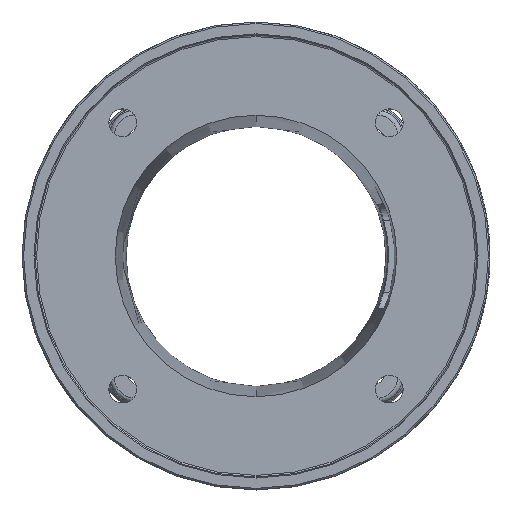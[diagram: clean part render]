
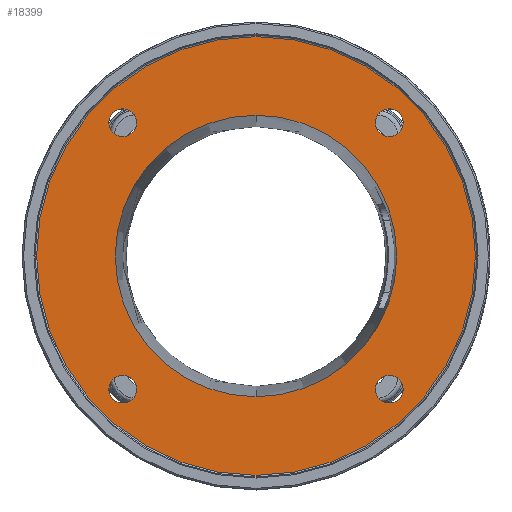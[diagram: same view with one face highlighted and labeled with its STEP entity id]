
A CAD part, top view. The second image highlights one B-rep face of the part: STEP entity #18399.
In plain terms, the highlighted planar face has unit normal (0, 0, 1).
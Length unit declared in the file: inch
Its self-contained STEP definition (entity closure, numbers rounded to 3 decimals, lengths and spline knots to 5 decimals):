
#540=CARTESIAN_POINT('',(0.,0.,-0.2075));
#541=DIRECTION('',(0.,0.,1.));
#542=DIRECTION('',(0.,1.,0.));
#543=AXIS2_PLACEMENT_3D('',#540,#541,#542);
#681=CARTESIAN_POINT('',(0.,0.,-0.2075));
#682=DIRECTION('',(0.,0.,1.));
#683=DIRECTION('',(0.,-1.,0.));
#684=AXIS2_PLACEMENT_3D('',#681,#682,#683);
#3810=CARTESIAN_POINT('',(0.,0.,-0.2075));
#3811=DIRECTION('',(0.,0.,-1.));
#3812=DIRECTION('',(0.,1.,0.));
#3813=AXIS2_PLACEMENT_3D('',#3810,#3811,#3812);
#3815=CARTESIAN_POINT('',(0.,0.,-0.2075));
#3816=DIRECTION('',(0.,0.,1.));
#3817=DIRECTION('',(0.,1.,0.));
#3818=AXIS2_PLACEMENT_3D('',#3815,#3816,#3817);
#3866=CARTESIAN_POINT('',(-2.56326,2.56326,-0.2075));
#3867=DIRECTION('',(0.,0.,-1.));
#3868=DIRECTION('',(-0.707,0.707,0.));
#3869=AXIS2_PLACEMENT_3D('',#3866,#3867,#3868);
#3876=CARTESIAN_POINT('',(-2.56326,2.56326,-0.2075));
#3877=DIRECTION('',(0.,0.,-1.));
#3878=DIRECTION('',(0.707,-0.707,0.));
#3879=AXIS2_PLACEMENT_3D('',#3876,#3877,#3878);
#3902=CARTESIAN_POINT('',(-2.56326,-2.56326,-0.2075));
#3903=DIRECTION('',(0.,0.,-1.));
#3904=DIRECTION('',(-0.707,-0.707,0.));
#3905=AXIS2_PLACEMENT_3D('',#3902,#3903,#3904);
#3912=CARTESIAN_POINT('',(-2.56326,-2.56326,-0.2075));
#3913=DIRECTION('',(0.,0.,-1.));
#3914=DIRECTION('',(0.707,0.707,0.));
#3915=AXIS2_PLACEMENT_3D('',#3912,#3913,#3914);
#3938=CARTESIAN_POINT('',(2.56326,-2.56326,-0.2075));
#3939=DIRECTION('',(0.,0.,-1.));
#3940=DIRECTION('',(0.707,-0.707,0.));
#3941=AXIS2_PLACEMENT_3D('',#3938,#3939,#3940);
#3948=CARTESIAN_POINT('',(2.56326,-2.56326,-0.2075));
#3949=DIRECTION('',(0.,0.,-1.));
#3950=DIRECTION('',(-0.707,0.707,0.));
#3951=AXIS2_PLACEMENT_3D('',#3948,#3949,#3950);
#3974=CARTESIAN_POINT('',(2.56326,2.56326,-0.2075));
#3975=DIRECTION('',(0.,0.,-1.));
#3976=DIRECTION('',(0.707,0.707,0.));
#3977=AXIS2_PLACEMENT_3D('',#3974,#3975,#3976);
#3984=CARTESIAN_POINT('',(2.56326,2.56326,-0.2075));
#3985=DIRECTION('',(0.,0.,-1.));
#3986=DIRECTION('',(-0.707,-0.707,0.));
#3987=AXIS2_PLACEMENT_3D('',#3984,#3985,#3986);
#10565=CARTESIAN_POINT('',(0.,4.22,-0.2075));
#10567=VERTEX_POINT('',#10565);
#10571=CARTESIAN_POINT('',(0.,-4.22,-0.2075));
#10573=VERTEX_POINT('',#10571);
#10577=CARTESIAN_POINT('',(0.,2.70736,-0.2075));
#10578=CARTESIAN_POINT('',(0.,-2.70736,-0.2075));
#10579=VERTEX_POINT('',#10577);
#10580=VERTEX_POINT('',#10578);
#10585=CARTESIAN_POINT('',(-2.75065,2.75065,-0.2075));
#10586=CARTESIAN_POINT('',(-2.37588,2.37588,-0.2075));
#10587=VERTEX_POINT('',#10585);
#10588=VERTEX_POINT('',#10586);
#10589=CARTESIAN_POINT('',(-2.75065,-2.75065,-0.2075));
#10590=CARTESIAN_POINT('',(-2.37588,-2.37588,-0.2075));
#10591=VERTEX_POINT('',#10589);
#10592=VERTEX_POINT('',#10590);
#10593=CARTESIAN_POINT('',(2.75065,-2.75065,-0.2075));
#10594=CARTESIAN_POINT('',(2.37588,-2.37588,-0.2075));
#10595=VERTEX_POINT('',#10593);
#10596=VERTEX_POINT('',#10594);
#10597=CARTESIAN_POINT('',(2.75065,2.75065,-0.2075));
#10598=CARTESIAN_POINT('',(2.37588,2.37588,-0.2075));
#10599=VERTEX_POINT('',#10597);
#10600=VERTEX_POINT('',#10598);
#18360=CARTESIAN_POINT('',(0.,0.,-0.2075));
#18361=DIRECTION('',(0.,0.,1.));
#18362=DIRECTION('',(0.,1.,0.));
#18363=AXIS2_PLACEMENT_3D('',#18360,#18361,#18362);
#18364=PLANE('',#18363);
#18366=ORIENTED_EDGE('',*,*,#18365,.T.);
#18368=ORIENTED_EDGE('',*,*,#18367,.F.);
#18369=EDGE_LOOP('',(#18366,#18368));
#18370=FACE_OUTER_BOUND('',#18369,.F.);
#18371=ORIENTED_EDGE('',*,*,#11473,.T.);
#18372=ORIENTED_EDGE('',*,*,#11717,.T.);
#18373=EDGE_LOOP('',(#18371,#18372));
#18374=FACE_BOUND('',#18373,.F.);
#18376=ORIENTED_EDGE('',*,*,#18375,.F.);
#18378=ORIENTED_EDGE('',*,*,#18377,.F.);
#18379=EDGE_LOOP('',(#18376,#18378));
#18380=FACE_BOUND('',#18379,.F.);
#18382=ORIENTED_EDGE('',*,*,#18381,.F.);
#18384=ORIENTED_EDGE('',*,*,#18383,.F.);
#18385=EDGE_LOOP('',(#18382,#18384));
#18386=FACE_BOUND('',#18385,.F.);
#18388=ORIENTED_EDGE('',*,*,#18387,.F.);
#18390=ORIENTED_EDGE('',*,*,#18389,.F.);
#18391=EDGE_LOOP('',(#18388,#18390));
#18392=FACE_BOUND('',#18391,.F.);
#18394=ORIENTED_EDGE('',*,*,#18393,.F.);
#18396=ORIENTED_EDGE('',*,*,#18395,.F.);
#18397=EDGE_LOOP('',(#18394,#18396));
#18398=FACE_BOUND('',#18397,.F.);
#18399=ADVANCED_FACE('',(#18370,#18374,#18380,#18386,#18392,#18398),#18364,.T.);
#544=CIRCLE('',#543,2.70736);
#685=CIRCLE('',#684,2.70736);
#3814=CIRCLE('',#3813,4.22);
#3819=CIRCLE('',#3818,4.22);
#3870=CIRCLE('',#3869,0.265);
#3880=CIRCLE('',#3879,0.265);
#3906=CIRCLE('',#3905,0.265);
#3916=CIRCLE('',#3915,0.265);
#3942=CIRCLE('',#3941,0.265);
#3952=CIRCLE('',#3951,0.265);
#3978=CIRCLE('',#3977,0.265);
#3988=CIRCLE('',#3987,0.265);
#11473=EDGE_CURVE('',#10579,#10580,#544,.T.);
#11717=EDGE_CURVE('',#10580,#10579,#685,.T.);
#18365=EDGE_CURVE('',#10567,#10573,#3814,.T.);
#18367=EDGE_CURVE('',#10567,#10573,#3819,.T.);
#18375=EDGE_CURVE('',#10587,#10588,#3870,.T.);
#18377=EDGE_CURVE('',#10588,#10587,#3880,.T.);
#18381=EDGE_CURVE('',#10591,#10592,#3906,.T.);
#18383=EDGE_CURVE('',#10592,#10591,#3916,.T.);
#18387=EDGE_CURVE('',#10595,#10596,#3942,.T.);
#18389=EDGE_CURVE('',#10596,#10595,#3952,.T.);
#18393=EDGE_CURVE('',#10599,#10600,#3978,.T.);
#18395=EDGE_CURVE('',#10600,#10599,#3988,.T.);
